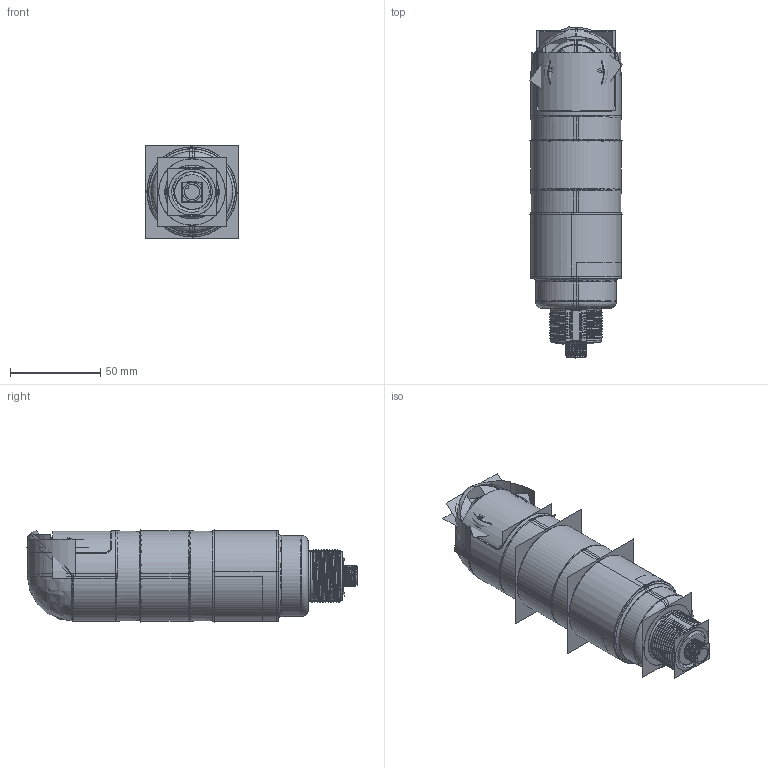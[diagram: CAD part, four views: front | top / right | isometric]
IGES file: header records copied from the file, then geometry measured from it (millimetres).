
Start section:  PTC IGES file: 154238_sm01.igs
Global section: file name: 154238_sm01.igs; native system: Creo Parametric by PTC Inc.; preprocessor: 2019292; author: PDMAdmin; organization: Unknown; date: 20220629.104901; units: millimetre
Bounding box: 52 x 184.05 x 52 mm (x, y, z)
Volume: 286256.5 mm3; surface area: 179327.4 mm2
Topology: 2 solids, 3 shells, 876 faces, 4522 edges, 5693 vertices
Faces by surface type: revolution 436, bspline 350, extrusion 90
